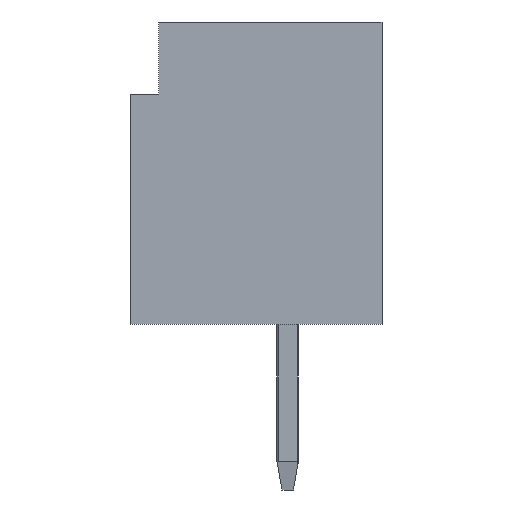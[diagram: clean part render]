
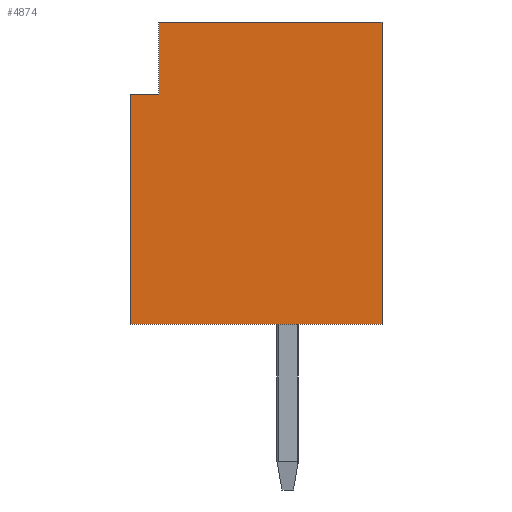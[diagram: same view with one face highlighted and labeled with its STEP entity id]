
A CAD part, left-side view. The second image highlights one B-rep face of the part: STEP entity #4874.
In plain terms, the highlighted planar face has unit normal (-1, 0, 0).
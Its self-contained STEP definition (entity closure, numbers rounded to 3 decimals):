
#3924 = PLANE('',#3925);
#3925 = AXIS2_PLACEMENT_3D('',#3926,#3927,#3928);
#3926 = CARTESIAN_POINT('',(4.,-1.3,4.2));
#3927 = DIRECTION('',(0.,-1.,0.));
#3928 = DIRECTION('',(-1.,0.,0.));
#4175 = VERTEX_POINT('',#4176);
#4176 = CARTESIAN_POINT('',(-1.5,-1.3,4.2));
#4190 = PLANE('',#4191);
#4191 = AXIS2_PLACEMENT_3D('',#4192,#4193,#4194);
#4192 = CARTESIAN_POINT('',(4.,1.8,4.2));
#4193 = DIRECTION('',(0.,0.,1.));
#4194 = DIRECTION('',(1.,0.,0.));
#4202 = EDGE_CURVE('',#4175,#4203,#4205,.T.);
#4203 = VERTEX_POINT('',#4204);
#4204 = CARTESIAN_POINT('',(-1.5,-1.3,0.));
#4205 = SURFACE_CURVE('',#4206,(#4210,#4217),.PCURVE_S1.);
#4206 = LINE('',#4207,#4208);
#4207 = CARTESIAN_POINT('',(-1.5,-1.3,4.2));
#4208 = VECTOR('',#4209,1.);
#4209 = DIRECTION('',(0.,0.,-1.));
#4210 = PCURVE('',#3924,#4211);
#4211 = DEFINITIONAL_REPRESENTATION('',(#4212),#4216);
#4212 = LINE('',#4213,#4214);
#4213 = CARTESIAN_POINT('',(5.5,0.));
#4214 = VECTOR('',#4215,1.);
#4215 = DIRECTION('',(0.,1.));
#4216 = ( GEOMETRIC_REPRESENTATION_CONTEXT(2) 
PARAMETRIC_REPRESENTATION_CONTEXT() REPRESENTATION_CONTEXT('2D SPACE',''
  ) );
#4217 = PCURVE('',#4218,#4223);
#4218 = PLANE('',#4219);
#4219 = AXIS2_PLACEMENT_3D('',#4220,#4221,#4222);
#4220 = CARTESIAN_POINT('',(-1.5,0.424,2.074));
#4221 = DIRECTION('',(1.,0.,0.));
#4222 = DIRECTION('',(0.,0.,-1.));
#4223 = DEFINITIONAL_REPRESENTATION('',(#4224),#4228);
#4224 = LINE('',#4225,#4226);
#4225 = CARTESIAN_POINT('',(-2.126,-1.724));
#4226 = VECTOR('',#4227,1.);
#4227 = DIRECTION('',(1.,0.));
#4228 = ( GEOMETRIC_REPRESENTATION_CONTEXT(2) 
PARAMETRIC_REPRESENTATION_CONTEXT() REPRESENTATION_CONTEXT('2D SPACE',''
  ) );
#4244 = PLANE('',#4245);
#4245 = AXIS2_PLACEMENT_3D('',#4246,#4247,#4248);
#4246 = CARTESIAN_POINT('',(4.,-1.3,0.));
#4247 = DIRECTION('',(0.,0.,-1.));
#4248 = DIRECTION('',(-1.,0.,0.));
#4863 = PLANE('',#4864);
#4864 = AXIS2_PLACEMENT_3D('',#4865,#4866,#4867);
#4865 = CARTESIAN_POINT('',(4.,2.2,0.));
#4866 = DIRECTION('',(0.,1.,0.));
#4867 = DIRECTION('',(1.,0.,0.));
#4874 = ADVANCED_FACE('',(#4875),#4218,.F.);
#4875 = FACE_BOUND('',#4876,.T.);
#4876 = EDGE_LOOP('',(#4877,#4878,#4901,#4929,#4957,#4980));
#4877 = ORIENTED_EDGE('',*,*,#4202,.F.);
#4878 = ORIENTED_EDGE('',*,*,#4879,.F.);
#4879 = EDGE_CURVE('',#4880,#4175,#4882,.T.);
#4880 = VERTEX_POINT('',#4881);
#4881 = CARTESIAN_POINT('',(-1.5,1.8,4.2));
#4882 = SURFACE_CURVE('',#4883,(#4887,#4894),.PCURVE_S1.);
#4883 = LINE('',#4884,#4885);
#4884 = CARTESIAN_POINT('',(-1.5,0.424,4.2));
#4885 = VECTOR('',#4886,1.);
#4886 = DIRECTION('',(0.,-1.,-0.));
#4887 = PCURVE('',#4218,#4888);
#4888 = DEFINITIONAL_REPRESENTATION('',(#4889),#4893);
#4889 = LINE('',#4890,#4891);
#4890 = CARTESIAN_POINT('',(-2.126,0.));
#4891 = VECTOR('',#4892,1.);
#4892 = DIRECTION('',(0.,-1.));
#4893 = ( GEOMETRIC_REPRESENTATION_CONTEXT(2) 
PARAMETRIC_REPRESENTATION_CONTEXT() REPRESENTATION_CONTEXT('2D SPACE',''
  ) );
#4894 = PCURVE('',#4190,#4895);
#4895 = DEFINITIONAL_REPRESENTATION('',(#4896),#4900);
#4896 = LINE('',#4897,#4898);
#4897 = CARTESIAN_POINT('',(-5.5,-1.376));
#4898 = VECTOR('',#4899,1.);
#4899 = DIRECTION('',(0.,-1.));
#4900 = ( GEOMETRIC_REPRESENTATION_CONTEXT(2) 
PARAMETRIC_REPRESENTATION_CONTEXT() REPRESENTATION_CONTEXT('2D SPACE',''
  ) );
#4901 = ORIENTED_EDGE('',*,*,#4902,.F.);
#4902 = EDGE_CURVE('',#4903,#4880,#4905,.T.);
#4903 = VERTEX_POINT('',#4904);
#4904 = CARTESIAN_POINT('',(-1.5,1.8,3.2));
#4905 = SURFACE_CURVE('',#4906,(#4910,#4917),.PCURVE_S1.);
#4906 = LINE('',#4907,#4908);
#4907 = CARTESIAN_POINT('',(-1.5,1.8,2.074));
#4908 = VECTOR('',#4909,1.);
#4909 = DIRECTION('',(0.,0.,1.));
#4910 = PCURVE('',#4218,#4911);
#4911 = DEFINITIONAL_REPRESENTATION('',(#4912),#4916);
#4912 = LINE('',#4913,#4914);
#4913 = CARTESIAN_POINT('',(0.,1.376));
#4914 = VECTOR('',#4915,1.);
#4915 = DIRECTION('',(-1.,0.));
#4916 = ( GEOMETRIC_REPRESENTATION_CONTEXT(2) 
PARAMETRIC_REPRESENTATION_CONTEXT() REPRESENTATION_CONTEXT('2D SPACE',''
  ) );
#4917 = PCURVE('',#4918,#4923);
#4918 = PLANE('',#4919);
#4919 = AXIS2_PLACEMENT_3D('',#4920,#4921,#4922);
#4920 = CARTESIAN_POINT('',(4.,1.8,3.2));
#4921 = DIRECTION('',(0.,1.,0.));
#4922 = DIRECTION('',(1.,0.,0.));
#4923 = DEFINITIONAL_REPRESENTATION('',(#4924),#4928);
#4924 = LINE('',#4925,#4926);
#4925 = CARTESIAN_POINT('',(-5.5,1.126));
#4926 = VECTOR('',#4927,1.);
#4927 = DIRECTION('',(0.,-1.));
#4928 = ( GEOMETRIC_REPRESENTATION_CONTEXT(2) 
PARAMETRIC_REPRESENTATION_CONTEXT() REPRESENTATION_CONTEXT('2D SPACE',''
  ) );
#4929 = ORIENTED_EDGE('',*,*,#4930,.F.);
#4930 = EDGE_CURVE('',#4931,#4903,#4933,.T.);
#4931 = VERTEX_POINT('',#4932);
#4932 = CARTESIAN_POINT('',(-1.5,2.2,3.2));
#4933 = SURFACE_CURVE('',#4934,(#4938,#4945),.PCURVE_S1.);
#4934 = LINE('',#4935,#4936);
#4935 = CARTESIAN_POINT('',(-1.5,0.424,3.2));
#4936 = VECTOR('',#4937,1.);
#4937 = DIRECTION('',(0.,-1.,-0.));
#4938 = PCURVE('',#4218,#4939);
#4939 = DEFINITIONAL_REPRESENTATION('',(#4940),#4944);
#4940 = LINE('',#4941,#4942);
#4941 = CARTESIAN_POINT('',(-1.126,0.));
#4942 = VECTOR('',#4943,1.);
#4943 = DIRECTION('',(0.,-1.));
#4944 = ( GEOMETRIC_REPRESENTATION_CONTEXT(2) 
PARAMETRIC_REPRESENTATION_CONTEXT() REPRESENTATION_CONTEXT('2D SPACE',''
  ) );
#4945 = PCURVE('',#4946,#4951);
#4946 = PLANE('',#4947);
#4947 = AXIS2_PLACEMENT_3D('',#4948,#4949,#4950);
#4948 = CARTESIAN_POINT('',(4.,2.2,3.2));
#4949 = DIRECTION('',(0.,0.,1.));
#4950 = DIRECTION('',(1.,0.,0.));
#4951 = DEFINITIONAL_REPRESENTATION('',(#4952),#4956);
#4952 = LINE('',#4953,#4954);
#4953 = CARTESIAN_POINT('',(-5.5,-1.776));
#4954 = VECTOR('',#4955,1.);
#4955 = DIRECTION('',(0.,-1.));
#4956 = ( GEOMETRIC_REPRESENTATION_CONTEXT(2) 
PARAMETRIC_REPRESENTATION_CONTEXT() REPRESENTATION_CONTEXT('2D SPACE',''
  ) );
#4957 = ORIENTED_EDGE('',*,*,#4958,.F.);
#4958 = EDGE_CURVE('',#4959,#4931,#4961,.T.);
#4959 = VERTEX_POINT('',#4960);
#4960 = CARTESIAN_POINT('',(-1.5,2.2,0.));
#4961 = SURFACE_CURVE('',#4962,(#4966,#4973),.PCURVE_S1.);
#4962 = LINE('',#4963,#4964);
#4963 = CARTESIAN_POINT('',(-1.5,2.2,2.074));
#4964 = VECTOR('',#4965,1.);
#4965 = DIRECTION('',(0.,0.,1.));
#4966 = PCURVE('',#4218,#4967);
#4967 = DEFINITIONAL_REPRESENTATION('',(#4968),#4972);
#4968 = LINE('',#4969,#4970);
#4969 = CARTESIAN_POINT('',(0.,1.776));
#4970 = VECTOR('',#4971,1.);
#4971 = DIRECTION('',(-1.,0.));
#4972 = ( GEOMETRIC_REPRESENTATION_CONTEXT(2) 
PARAMETRIC_REPRESENTATION_CONTEXT() REPRESENTATION_CONTEXT('2D SPACE',''
  ) );
#4973 = PCURVE('',#4863,#4974);
#4974 = DEFINITIONAL_REPRESENTATION('',(#4975),#4979);
#4975 = LINE('',#4976,#4977);
#4976 = CARTESIAN_POINT('',(-5.5,-2.074));
#4977 = VECTOR('',#4978,1.);
#4978 = DIRECTION('',(0.,-1.));
#4979 = ( GEOMETRIC_REPRESENTATION_CONTEXT(2) 
PARAMETRIC_REPRESENTATION_CONTEXT() REPRESENTATION_CONTEXT('2D SPACE',''
  ) );
#4980 = ORIENTED_EDGE('',*,*,#4981,.F.);
#4981 = EDGE_CURVE('',#4203,#4959,#4982,.T.);
#4982 = SURFACE_CURVE('',#4983,(#4987,#4994),.PCURVE_S1.);
#4983 = LINE('',#4984,#4985);
#4984 = CARTESIAN_POINT('',(-1.5,0.424,0.));
#4985 = VECTOR('',#4986,1.);
#4986 = DIRECTION('',(0.,1.,0.));
#4987 = PCURVE('',#4218,#4988);
#4988 = DEFINITIONAL_REPRESENTATION('',(#4989),#4993);
#4989 = LINE('',#4990,#4991);
#4990 = CARTESIAN_POINT('',(2.074,0.));
#4991 = VECTOR('',#4992,1.);
#4992 = DIRECTION('',(0.,1.));
#4993 = ( GEOMETRIC_REPRESENTATION_CONTEXT(2) 
PARAMETRIC_REPRESENTATION_CONTEXT() REPRESENTATION_CONTEXT('2D SPACE',''
  ) );
#4994 = PCURVE('',#4244,#4995);
#4995 = DEFINITIONAL_REPRESENTATION('',(#4996),#5000);
#4996 = LINE('',#4997,#4998);
#4997 = CARTESIAN_POINT('',(5.5,1.724));
#4998 = VECTOR('',#4999,1.);
#4999 = DIRECTION('',(0.,1.));
#5000 = ( GEOMETRIC_REPRESENTATION_CONTEXT(2) 
PARAMETRIC_REPRESENTATION_CONTEXT() REPRESENTATION_CONTEXT('2D SPACE',''
  ) );
